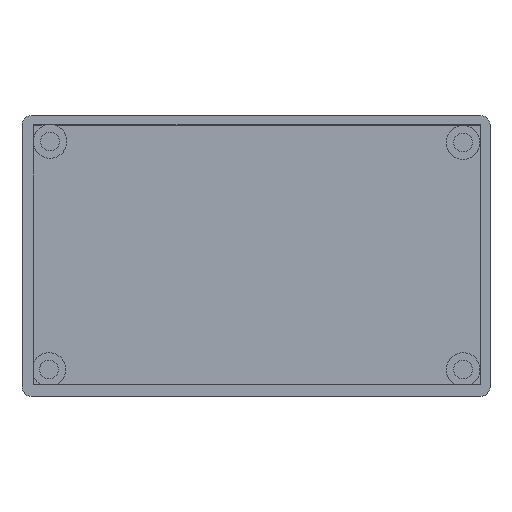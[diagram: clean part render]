
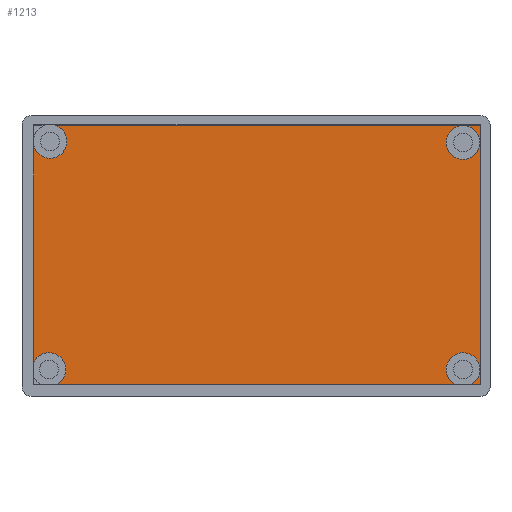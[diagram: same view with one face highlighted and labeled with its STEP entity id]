
A CAD part, top view. The second image highlights one B-rep face of the part: STEP entity #1213.
In plain terms, the highlighted planar face has unit normal (0, 0, 1).
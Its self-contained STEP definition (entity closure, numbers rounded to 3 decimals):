
#684 = VERTEX_POINT('',#685);
#685 = CARTESIAN_POINT('',(-47.5,-22.702,2.25));
#691 = EDGE_CURVE('',#684,#692,#694,.T.);
#692 = VERTEX_POINT('',#693);
#693 = CARTESIAN_POINT('',(-47.5,23.657,2.25));
#694 = LINE('',#695,#696);
#695 = CARTESIAN_POINT('',(-47.5,-27.5,2.25));
#696 = VECTOR('',#697,1.);
#697 = DIRECTION('',(0.,1.,0.));
#762 = VERTEX_POINT('',#763);
#763 = CARTESIAN_POINT('',(48.,-27.5,2.25));
#769 = EDGE_CURVE('',#762,#770,#772,.T.);
#770 = VERTEX_POINT('',#771);
#771 = CARTESIAN_POINT('',(45.798,-27.5,2.25));
#772 = LINE('',#773,#774);
#773 = CARTESIAN_POINT('',(48.,-27.5,2.25));
#774 = VECTOR('',#775,1.);
#775 = DIRECTION('',(-1.,0.,0.));
#794 = VERTEX_POINT('',#795);
#795 = CARTESIAN_POINT('',(42.702,-27.5,2.25));
#801 = EDGE_CURVE('',#794,#802,#804,.T.);
#802 = VERTEX_POINT('',#803);
#803 = CARTESIAN_POINT('',(-42.702,-27.5,2.25));
#804 = LINE('',#805,#806);
#805 = CARTESIAN_POINT('',(48.,-27.5,2.25));
#806 = VECTOR('',#807,1.);
#807 = DIRECTION('',(-1.,0.,0.));
#849 = VERTEX_POINT('',#850);
#850 = CARTESIAN_POINT('',(48.,28.,2.25));
#856 = EDGE_CURVE('',#849,#762,#857,.T.);
#857 = LINE('',#858,#859);
#858 = CARTESIAN_POINT('',(48.,28.,2.25));
#859 = VECTOR('',#860,1.);
#860 = DIRECTION('',(0.,-1.,0.));
#982 = VERTEX_POINT('',#983);
#983 = CARTESIAN_POINT('',(-43.157,28.,2.25));
#989 = EDGE_CURVE('',#982,#849,#990,.T.);
#990 = LINE('',#991,#992);
#991 = CARTESIAN_POINT('',(-47.5,28.,2.25));
#992 = VECTOR('',#993,1.);
#993 = DIRECTION('',(1.,0.,0.));
#1167 = EDGE_CURVE('',#1168,#684,#1170,.T.);
#1168 = VERTEX_POINT('',#1169);
#1169 = CARTESIAN_POINT('',(-40.65,-24.25,2.25));
#1170 = CIRCLE('',#1171,3.6);
#1171 = AXIS2_PLACEMENT_3D('',#1172,#1173,#1174);
#1172 = CARTESIAN_POINT('',(-44.25,-24.25,2.25));
#1173 = DIRECTION('',(0.,0.,1.));
#1174 = DIRECTION('',(1.,0.,0.));
#1193 = VERTEX_POINT('',#1194);
#1194 = CARTESIAN_POINT('',(-40.4,24.5,2.25));
#1200 = EDGE_CURVE('',#692,#1193,#1201,.T.);
#1201 = CIRCLE('',#1202,3.6);
#1202 = AXIS2_PLACEMENT_3D('',#1203,#1204,#1205);
#1203 = CARTESIAN_POINT('',(-44.,24.5,2.25));
#1204 = DIRECTION('',(0.,0.,1.));
#1205 = DIRECTION('',(1.,0.,0.));
#1213 = ADVANCED_FACE('',(#1214,#1253),#1264,.T.);
#1214 = FACE_BOUND('',#1215,.T.);
#1215 = EDGE_LOOP('',(#1216,#1217,#1224,#1225,#1226,#1227,#1234,#1235,
    #1244,#1251,#1252));
#1216 = ORIENTED_EDGE('',*,*,#989,.F.);
#1217 = ORIENTED_EDGE('',*,*,#1218,.F.);
#1218 = EDGE_CURVE('',#1193,#982,#1219,.T.);
#1219 = CIRCLE('',#1220,3.6);
#1220 = AXIS2_PLACEMENT_3D('',#1221,#1222,#1223);
#1221 = CARTESIAN_POINT('',(-44.,24.5,2.25));
#1222 = DIRECTION('',(0.,0.,1.));
#1223 = DIRECTION('',(1.,0.,0.));
#1224 = ORIENTED_EDGE('',*,*,#1200,.F.);
#1225 = ORIENTED_EDGE('',*,*,#691,.F.);
#1226 = ORIENTED_EDGE('',*,*,#1167,.F.);
#1227 = ORIENTED_EDGE('',*,*,#1228,.F.);
#1228 = EDGE_CURVE('',#802,#1168,#1229,.T.);
#1229 = CIRCLE('',#1230,3.6);
#1230 = AXIS2_PLACEMENT_3D('',#1231,#1232,#1233);
#1231 = CARTESIAN_POINT('',(-44.25,-24.25,2.25));
#1232 = DIRECTION('',(0.,0.,1.));
#1233 = DIRECTION('',(1.,0.,0.));
#1234 = ORIENTED_EDGE('',*,*,#801,.F.);
#1235 = ORIENTED_EDGE('',*,*,#1236,.F.);
#1236 = EDGE_CURVE('',#1237,#794,#1239,.T.);
#1237 = VERTEX_POINT('',#1238);
#1238 = CARTESIAN_POINT('',(47.85,-24.25,2.25));
#1239 = CIRCLE('',#1240,3.6);
#1240 = AXIS2_PLACEMENT_3D('',#1241,#1242,#1243);
#1241 = CARTESIAN_POINT('',(44.25,-24.25,2.25));
#1242 = DIRECTION('',(0.,0.,1.));
#1243 = DIRECTION('',(1.,0.,0.));
#1244 = ORIENTED_EDGE('',*,*,#1245,.F.);
#1245 = EDGE_CURVE('',#770,#1237,#1246,.T.);
#1246 = CIRCLE('',#1247,3.6);
#1247 = AXIS2_PLACEMENT_3D('',#1248,#1249,#1250);
#1248 = CARTESIAN_POINT('',(44.25,-24.25,2.25));
#1249 = DIRECTION('',(0.,0.,1.));
#1250 = DIRECTION('',(1.,0.,0.));
#1251 = ORIENTED_EDGE('',*,*,#769,.F.);
#1252 = ORIENTED_EDGE('',*,*,#856,.F.);
#1253 = FACE_BOUND('',#1254,.T.);
#1254 = EDGE_LOOP('',(#1255));
#1255 = ORIENTED_EDGE('',*,*,#1256,.F.);
#1256 = EDGE_CURVE('',#1257,#1257,#1259,.T.);
#1257 = VERTEX_POINT('',#1258);
#1258 = CARTESIAN_POINT('',(47.85,24.25,2.25));
#1259 = CIRCLE('',#1260,3.6);
#1260 = AXIS2_PLACEMENT_3D('',#1261,#1262,#1263);
#1261 = CARTESIAN_POINT('',(44.25,24.25,2.25));
#1262 = DIRECTION('',(0.,0.,1.));
#1263 = DIRECTION('',(1.,0.,0.));
#1264 = PLANE('',#1265);
#1265 = AXIS2_PLACEMENT_3D('',#1266,#1267,#1268);
#1266 = CARTESIAN_POINT('',(0.25,0.25,2.25));
#1267 = DIRECTION('',(0.,0.,1.));
#1268 = DIRECTION('',(1.,0.,0.));
